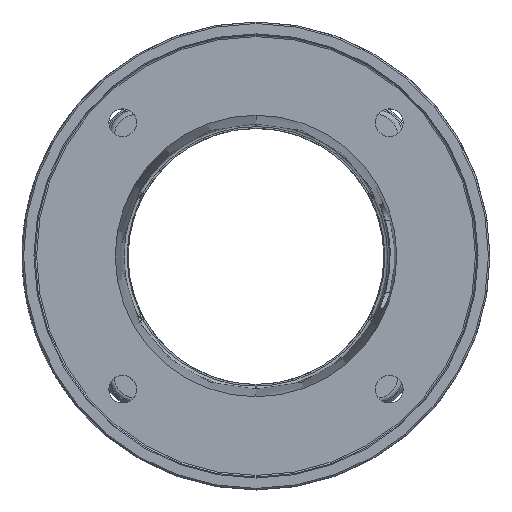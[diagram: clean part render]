
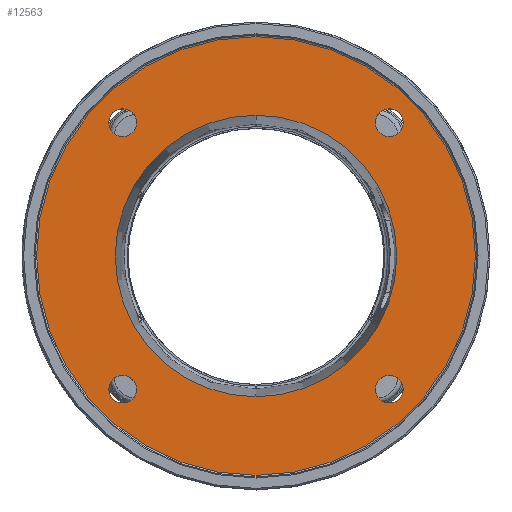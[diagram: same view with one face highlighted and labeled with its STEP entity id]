
A CAD part, top view. The second image highlights one B-rep face of the part: STEP entity #12563.
In plain terms, the highlighted planar face has unit normal (0, 0, 1).
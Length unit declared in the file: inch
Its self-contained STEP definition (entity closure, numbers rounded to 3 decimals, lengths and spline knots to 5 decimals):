
#551=CARTESIAN_POINT('',(0.,0.,-0.2075));
#552=DIRECTION('',(0.,0.,1.));
#553=DIRECTION('',(0.,1.,0.));
#554=AXIS2_PLACEMENT_3D('',#551,#552,#553);
#696=CARTESIAN_POINT('',(0.,0.,-0.2075));
#697=DIRECTION('',(0.,0.,-1.));
#698=DIRECTION('',(0.,1.,0.));
#699=AXIS2_PLACEMENT_3D('',#696,#697,#698);
#701=CARTESIAN_POINT('',(0.,0.,-0.2075));
#702=DIRECTION('',(0.,0.,1.));
#703=DIRECTION('',(0.,1.,0.));
#704=AXIS2_PLACEMENT_3D('',#701,#702,#703);
#837=CARTESIAN_POINT('',(0.,0.,-0.2075));
#838=DIRECTION('',(0.,0.,1.));
#839=DIRECTION('',(0.,-1.,0.));
#840=AXIS2_PLACEMENT_3D('',#837,#838,#839);
#4584=CARTESIAN_POINT('',(-2.56326,2.56326,-0.2075));
#4585=DIRECTION('',(0.,0.,-1.));
#4586=DIRECTION('',(-0.707,0.707,0.));
#4587=AXIS2_PLACEMENT_3D('',#4584,#4585,#4586);
#4594=CARTESIAN_POINT('',(-2.56326,2.56326,-0.2075));
#4595=DIRECTION('',(0.,0.,-1.));
#4596=DIRECTION('',(0.707,-0.707,0.));
#4597=AXIS2_PLACEMENT_3D('',#4594,#4595,#4596);
#4620=CARTESIAN_POINT('',(-2.56326,-2.56326,-0.2075));
#4621=DIRECTION('',(0.,0.,-1.));
#4622=DIRECTION('',(-0.707,-0.707,0.));
#4623=AXIS2_PLACEMENT_3D('',#4620,#4621,#4622);
#4630=CARTESIAN_POINT('',(-2.56326,-2.56326,-0.2075));
#4631=DIRECTION('',(0.,0.,-1.));
#4632=DIRECTION('',(0.707,0.707,0.));
#4633=AXIS2_PLACEMENT_3D('',#4630,#4631,#4632);
#4656=CARTESIAN_POINT('',(2.56326,-2.56326,-0.2075));
#4657=DIRECTION('',(0.,0.,-1.));
#4658=DIRECTION('',(0.707,-0.707,0.));
#4659=AXIS2_PLACEMENT_3D('',#4656,#4657,#4658);
#4666=CARTESIAN_POINT('',(2.56326,-2.56326,-0.2075));
#4667=DIRECTION('',(0.,0.,-1.));
#4668=DIRECTION('',(-0.707,0.707,0.));
#4669=AXIS2_PLACEMENT_3D('',#4666,#4667,#4668);
#4692=CARTESIAN_POINT('',(2.56326,2.56326,-0.2075));
#4693=DIRECTION('',(0.,0.,-1.));
#4694=DIRECTION('',(0.707,0.707,0.));
#4695=AXIS2_PLACEMENT_3D('',#4692,#4693,#4694);
#4702=CARTESIAN_POINT('',(2.56326,2.56326,-0.2075));
#4703=DIRECTION('',(0.,0.,-1.));
#4704=DIRECTION('',(-0.707,-0.707,0.));
#4705=AXIS2_PLACEMENT_3D('',#4702,#4703,#4704);
#11335=CARTESIAN_POINT('',(0.,4.22,-0.2075));
#11337=VERTEX_POINT('',#11335);
#11341=CARTESIAN_POINT('',(0.,-4.22,-0.2075));
#11343=VERTEX_POINT('',#11341);
#11347=CARTESIAN_POINT('',(0.,2.70736,-0.2075));
#11348=CARTESIAN_POINT('',(0.,-2.70736,-0.2075));
#11349=VERTEX_POINT('',#11347);
#11350=VERTEX_POINT('',#11348);
#11355=CARTESIAN_POINT('',(-2.75065,2.75065,-0.2075));
#11356=CARTESIAN_POINT('',(-2.37588,2.37588,-0.2075));
#11357=VERTEX_POINT('',#11355);
#11358=VERTEX_POINT('',#11356);
#11359=CARTESIAN_POINT('',(-2.75065,-2.75065,-0.2075));
#11360=CARTESIAN_POINT('',(-2.37588,-2.37588,-0.2075));
#11361=VERTEX_POINT('',#11359);
#11362=VERTEX_POINT('',#11360);
#11363=CARTESIAN_POINT('',(2.75065,-2.75065,-0.2075));
#11364=CARTESIAN_POINT('',(2.37588,-2.37588,-0.2075));
#11365=VERTEX_POINT('',#11363);
#11366=VERTEX_POINT('',#11364);
#11367=CARTESIAN_POINT('',(2.75065,2.75065,-0.2075));
#11368=CARTESIAN_POINT('',(2.37588,2.37588,-0.2075));
#11369=VERTEX_POINT('',#11367);
#11370=VERTEX_POINT('',#11368);
#12523=CARTESIAN_POINT('',(0.,0.,-0.2075));
#12524=DIRECTION('',(0.,0.,1.));
#12525=DIRECTION('',(0.,1.,0.));
#12526=AXIS2_PLACEMENT_3D('',#12523,#12524,#12525);
#12527=PLANE('',#12526);
#12529=ORIENTED_EDGE('',*,*,#12528,.T.);
#12531=ORIENTED_EDGE('',*,*,#12530,.F.);
#12532=EDGE_LOOP('',(#12529,#12531));
#12533=FACE_OUTER_BOUND('',#12532,.F.);
#12534=ORIENTED_EDGE('',*,*,#12277,.T.);
#12536=ORIENTED_EDGE('',*,*,#12535,.T.);
#12537=EDGE_LOOP('',(#12534,#12536));
#12538=FACE_BOUND('',#12537,.F.);
#12540=ORIENTED_EDGE('',*,*,#12539,.F.);
#12542=ORIENTED_EDGE('',*,*,#12541,.F.);
#12543=EDGE_LOOP('',(#12540,#12542));
#12544=FACE_BOUND('',#12543,.F.);
#12546=ORIENTED_EDGE('',*,*,#12545,.F.);
#12548=ORIENTED_EDGE('',*,*,#12547,.F.);
#12549=EDGE_LOOP('',(#12546,#12548));
#12550=FACE_BOUND('',#12549,.F.);
#12552=ORIENTED_EDGE('',*,*,#12551,.F.);
#12554=ORIENTED_EDGE('',*,*,#12553,.F.);
#12555=EDGE_LOOP('',(#12552,#12554));
#12556=FACE_BOUND('',#12555,.F.);
#12558=ORIENTED_EDGE('',*,*,#12557,.F.);
#12560=ORIENTED_EDGE('',*,*,#12559,.F.);
#12561=EDGE_LOOP('',(#12558,#12560));
#12562=FACE_BOUND('',#12561,.F.);
#12563=ADVANCED_FACE('',(#12533,#12538,#12544,#12550,#12556,#12562),#12527,.T.);
#555=CIRCLE('',#554,2.70736);
#700=CIRCLE('',#699,4.22);
#705=CIRCLE('',#704,4.22);
#841=CIRCLE('',#840,2.70736);
#4588=CIRCLE('',#4587,0.265);
#4598=CIRCLE('',#4597,0.265);
#4624=CIRCLE('',#4623,0.265);
#4634=CIRCLE('',#4633,0.265);
#4660=CIRCLE('',#4659,0.265);
#4670=CIRCLE('',#4669,0.265);
#4696=CIRCLE('',#4695,0.265);
#4706=CIRCLE('',#4705,0.265);
#12277=EDGE_CURVE('',#11349,#11350,#555,.T.);
#12528=EDGE_CURVE('',#11337,#11343,#700,.T.);
#12530=EDGE_CURVE('',#11337,#11343,#705,.T.);
#12535=EDGE_CURVE('',#11350,#11349,#841,.T.);
#12539=EDGE_CURVE('',#11357,#11358,#4588,.T.);
#12541=EDGE_CURVE('',#11358,#11357,#4598,.T.);
#12545=EDGE_CURVE('',#11361,#11362,#4624,.T.);
#12547=EDGE_CURVE('',#11362,#11361,#4634,.T.);
#12551=EDGE_CURVE('',#11365,#11366,#4660,.T.);
#12553=EDGE_CURVE('',#11366,#11365,#4670,.T.);
#12557=EDGE_CURVE('',#11369,#11370,#4696,.T.);
#12559=EDGE_CURVE('',#11370,#11369,#4706,.T.);
